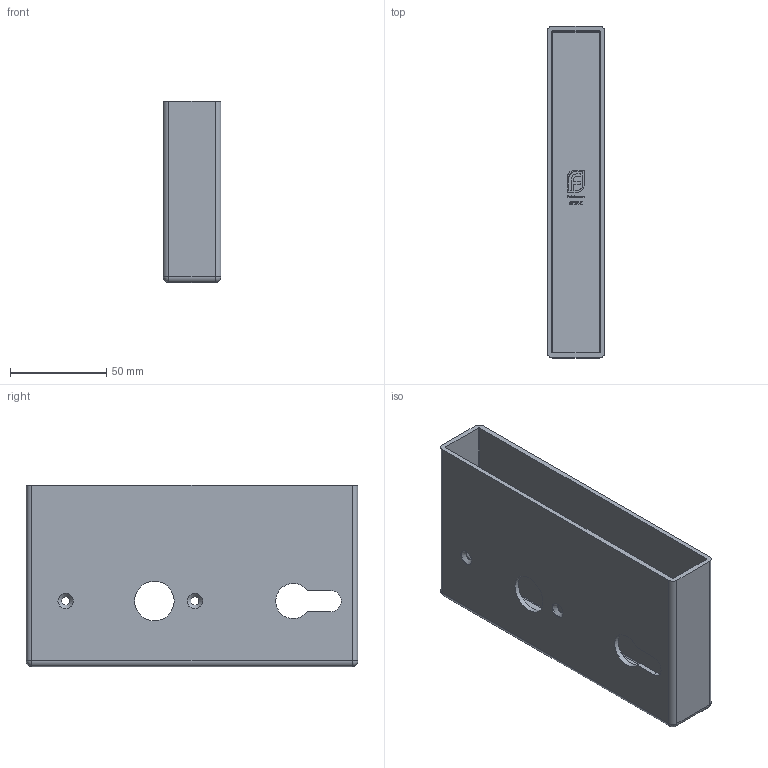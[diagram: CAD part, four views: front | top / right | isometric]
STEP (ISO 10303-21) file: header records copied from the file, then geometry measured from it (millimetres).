
FILE_DESCRIPTION (( 'STEP AP203' ), '1' );
FILE_NAME ('59101-K.step', '2023-12-04T12:57:45', ( '' ), ( '' ), 'SwSTEP 2.0', 'SolidWorks 2018', '' );
FILE_SCHEMA (( 'CONFIG_CONTROL_DESIGN' ));
Length unit declared in the file: millimetre
Products named in the file (1): 59101-K
Bounding box: 30 x 172 x 94 mm (x, y, z)
Volume: 97450.7 mm3; surface area: 79999.8 mm2
Topology: 1 solids, 1 shells, 284 faces, 761 edges, 493 vertices
Faces by surface type: plane 148, bspline 94, cylinder 30, sphere 8, cone 4
Full cylindrical faces by diameter (mm): 4.3 x4, 8 x4, 20.5 x2
Entity records: 13055 total; most frequent: CARTESIAN_POINT 6585, ORIENTED_EDGE 1468, DIRECTION 988, EDGE_CURVE 734, VERTEX_POINT 488, LINE 486, VECTOR 486, EDGE_LOOP 336
